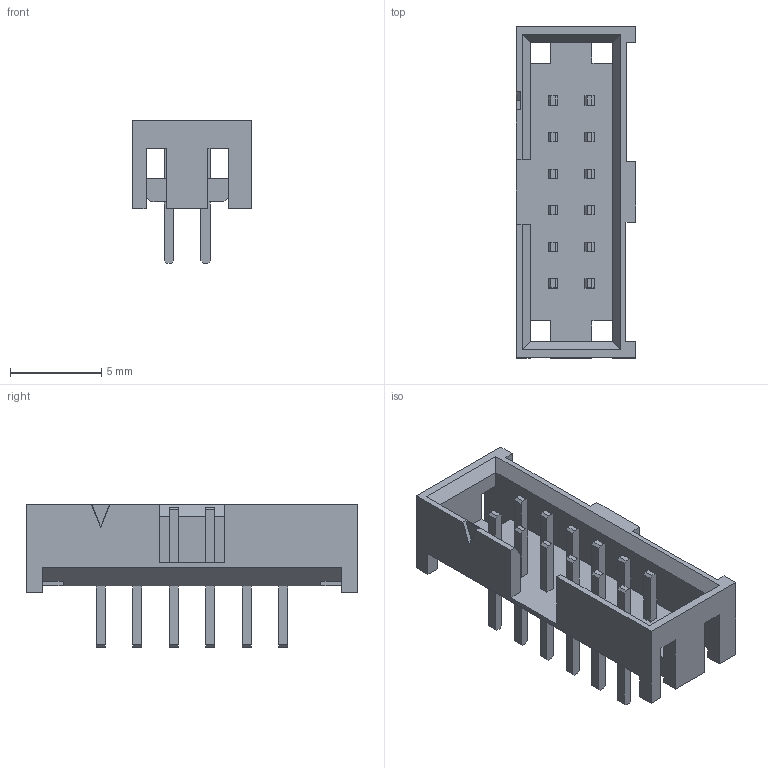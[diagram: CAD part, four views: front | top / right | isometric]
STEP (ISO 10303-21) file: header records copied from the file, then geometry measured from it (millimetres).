
FILE_DESCRIPTION(('FreeCAD Model'),'2;1');
FILE_NAME('Fusion.step', '2018-03-07T17:09:15',('kicad StepUp'),('ksu MCAD'), 'Open CASCADE STEP processor 6.8','FreeCAD','Unknown');
FILE_SCHEMA(('AUTOMOTIVE_DESIGN_CC2 { 1 2 10303 214 -1 1 5 4 }'));
Length unit declared in the file: millimetre
Products named in the file (1): Fusion
Bounding box: 6.54 x 18.16 x 7.8 mm (x, y, z)
Volume: 234.4 mm3; surface area: 706.4 mm2
Topology: 1 solids, 1 shells, 224 faces, 615 edges, 409 vertices
Faces by surface type: plane 224
Entity records: 8553 total; most frequent: CARTESIAN_POINT 1249, ORIENTED_EDGE 1230, DIRECTION 1065, EDGE_CURVE 615, LINE 615, VECTOR 615, VERTEX_POINT 409, FACE_BOUND 248
